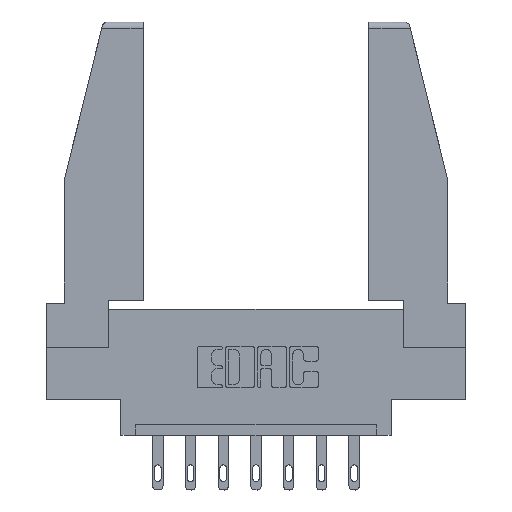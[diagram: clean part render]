
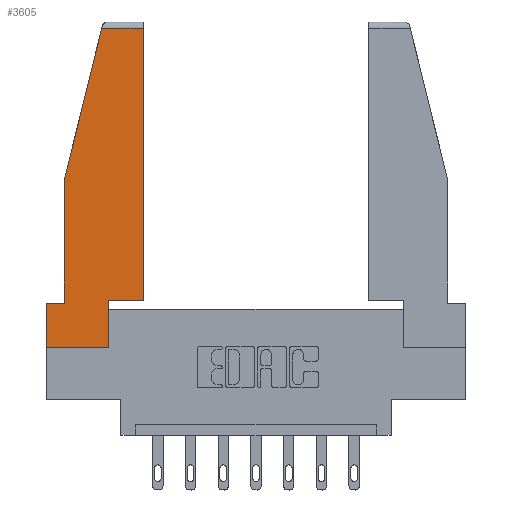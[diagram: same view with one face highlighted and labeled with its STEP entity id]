
A CAD part, top view. The second image highlights one B-rep face of the part: STEP entity #3605.
In plain terms, the highlighted planar face has unit normal (0, 0, 1).
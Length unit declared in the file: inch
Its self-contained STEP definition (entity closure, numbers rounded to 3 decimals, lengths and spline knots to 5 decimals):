
#149 = DIRECTION ( 'NONE',  ( -1., 0., 0. ) ) ;
#267 = VERTEX_POINT ( 'NONE', #985 ) ;
#551 = LINE ( 'NONE', #6130, #9585 ) ;
#598 = EDGE_CURVE ( 'NONE', #1061, #7241, #5477, .T. ) ;
#788 = CARTESIAN_POINT ( 'NONE',  ( 0.297, 0.223, 0. ) ) ;
#854 = LINE ( 'NONE', #2763, #7365 ) ;
#985 = CARTESIAN_POINT ( 'NONE',  ( 0.461, 0.223, 0. ) ) ;
#1042 = CARTESIAN_POINT ( 'NONE',  ( 0.461, 0.223, 0. ) ) ;
#1061 = VERTEX_POINT ( 'NONE', #8836 ) ;
#1362 = DIRECTION ( 'NONE',  ( 1., 0., 0. ) ) ;
#1415 = PLANE ( 'NONE',  #10837 ) ;
#1454 = VERTEX_POINT ( 'NONE', #4990 ) ;
#1506 = VECTOR ( 'NONE', #5086, 39.37008 ) ;
#1915 = DIRECTION ( 'NONE',  ( 0., 1., 0. ) ) ;
#1929 = ORIENTED_EDGE ( 'NONE', *, *, #8737, .T. ) ;
#2142 = FACE_OUTER_BOUND ( 'NONE', #4712, .T. ) ;
#2237 = DIRECTION ( 'NONE',  ( 0., 0., 1. ) ) ;
#2338 = LINE ( 'NONE', #1042, #12233 ) ;
#2763 = CARTESIAN_POINT ( 'NONE',  ( 0., 0.21, 0. ) ) ;
#3296 = CARTESIAN_POINT ( 'NONE',  ( 0.297, 0.223, 0. ) ) ;
#3307 = CARTESIAN_POINT ( 'NONE',  ( 0.297, 0., 0. ) ) ;
#3394 = DIRECTION ( 'NONE',  ( -0.239, -0.971, 0. ) ) ;
#3605 = ADVANCED_FACE ( 'NONE', ( #2142 ), #1415, .T. ) ;
#4181 = CARTESIAN_POINT ( 'NONE',  ( 0., 0., 0. ) ) ;
#4197 = VERTEX_POINT ( 'NONE', #11680 ) ;
#4344 = ORIENTED_EDGE ( 'NONE', *, *, #8314, .T. ) ;
#4489 = VECTOR ( 'NONE', #149, 39.37008 ) ;
#4712 = EDGE_LOOP ( 'NONE', ( #6834, #11674, #1929, #5878, #6361, #11844, #7967, #4344, #6698 ) ) ;
#4990 = CARTESIAN_POINT ( 'NONE',  ( 0.086, 0.21, 0. ) ) ;
#5086 = DIRECTION ( 'NONE',  ( 1., 0., 0. ) ) ;
#5477 = LINE ( 'NONE', #10939, #11511 ) ;
#5531 = EDGE_CURVE ( 'NONE', #8738, #6360, #9799, .T. ) ;
#5769 = EDGE_CURVE ( 'NONE', #10460, #1454, #551, .T. ) ;
#5878 = ORIENTED_EDGE ( 'NONE', *, *, #5769, .T. ) ;
#6121 = DIRECTION ( 'NONE',  ( -1., 0., 0. ) ) ;
#6130 = CARTESIAN_POINT ( 'NONE',  ( 0.086, 0.8, 0. ) ) ;
#6360 = VERTEX_POINT ( 'NONE', #3307 ) ;
#6361 = ORIENTED_EDGE ( 'NONE', *, *, #7738, .T. ) ;
#6633 = DIRECTION ( 'NONE',  ( 0., 1., 0. ) ) ;
#6698 = ORIENTED_EDGE ( 'NONE', *, *, #7238, .T. ) ;
#6834 = ORIENTED_EDGE ( 'NONE', *, *, #11281, .T. ) ;
#7111 = DIRECTION ( 'NONE',  ( 1., 0., 0. ) ) ;
#7238 = EDGE_CURVE ( 'NONE', #8225, #267, #9107, .T. ) ;
#7241 = VERTEX_POINT ( 'NONE', #8042 ) ;
#7365 = VECTOR ( 'NONE', #9413, 39.37008 ) ;
#7565 = VECTOR ( 'NONE', #3394, 39.37008 ) ;
#7738 = EDGE_CURVE ( 'NONE', #1454, #4197, #8951, .T. ) ;
#7967 = ORIENTED_EDGE ( 'NONE', *, *, #5531, .T. ) ;
#8042 = CARTESIAN_POINT ( 'NONE',  ( 0.2636, 1.52, 0. ) ) ;
#8225 = VERTEX_POINT ( 'NONE', #788 ) ;
#8314 = EDGE_CURVE ( 'NONE', #6360, #8225, #10833, .T. ) ;
#8475 = CARTESIAN_POINT ( 'NONE',  ( 0.297, 0., 0. ) ) ;
#8482 = LINE ( 'NONE', #10108, #7565 ) ;
#8737 = EDGE_CURVE ( 'NONE', #7241, #10460, #8482, .T. ) ;
#8738 = VERTEX_POINT ( 'NONE', #10147 ) ;
#8836 = CARTESIAN_POINT ( 'NONE',  ( 0.461, 1.52, 0. ) ) ;
#8951 = LINE ( 'NONE', #11550, #4489 ) ;
#9107 = LINE ( 'NONE', #3296, #10276 ) ;
#9413 = DIRECTION ( 'NONE',  ( 0., -1., 0. ) ) ;
#9585 = VECTOR ( 'NONE', #9940, 39.37008 ) ;
#9799 = LINE ( 'NONE', #9818, #1506 ) ;
#9818 = CARTESIAN_POINT ( 'NONE',  ( 0., 0., 0. ) ) ;
#9822 = VECTOR ( 'NONE', #1915, 39.37008 ) ;
#9940 = DIRECTION ( 'NONE',  ( 0., -1., 0. ) ) ;
#10108 = CARTESIAN_POINT ( 'NONE',  ( 0.271, 1.55, 0. ) ) ;
#10147 = CARTESIAN_POINT ( 'NONE',  ( 0., 0., 0. ) ) ;
#10276 = VECTOR ( 'NONE', #1362, 39.37008 ) ;
#10460 = VERTEX_POINT ( 'NONE', #11975 ) ;
#10833 = LINE ( 'NONE', #8475, #9822 ) ;
#10837 = AXIS2_PLACEMENT_3D ( 'NONE', #4181, #2237, #7111 ) ;
#10939 = CARTESIAN_POINT ( 'NONE',  ( 0., 1.52, 0. ) ) ;
#11247 = EDGE_CURVE ( 'NONE', #4197, #8738, #854, .T. ) ;
#11281 = EDGE_CURVE ( 'NONE', #267, #1061, #2338, .T. ) ;
#11511 = VECTOR ( 'NONE', #6121, 39.37008 ) ;
#11550 = CARTESIAN_POINT ( 'NONE',  ( 0., 0.21, 0. ) ) ;
#11674 = ORIENTED_EDGE ( 'NONE', *, *, #598, .T. ) ;
#11680 = CARTESIAN_POINT ( 'NONE',  ( 0., 0.21, 0. ) ) ;
#11844 = ORIENTED_EDGE ( 'NONE', *, *, #11247, .T. ) ;
#11975 = CARTESIAN_POINT ( 'NONE',  ( 0.086, 0.8, 0. ) ) ;
#12233 = VECTOR ( 'NONE', #6633, 39.37008 ) ;
